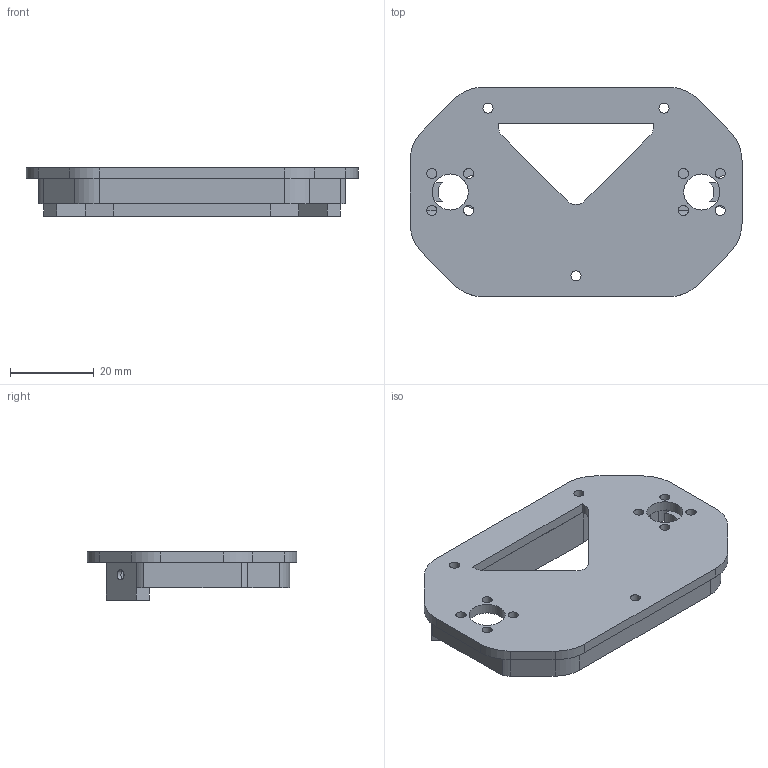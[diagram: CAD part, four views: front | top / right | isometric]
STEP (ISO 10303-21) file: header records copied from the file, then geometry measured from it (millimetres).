
FILE_DESCRIPTION(/* description */ (''),/* implementation_level */ '2;1');
FILE_NAME(/* name */ 'Body_CenterBase2.step',/* time_stamp */ '2020-04-29T17:56:40+09:00',/* author */ (''),/* organization */ (''),/* preprocessor_version */ 'ST-DEVELOPER v18.1',/* originating_system */ 'Autodesk Translation Framework v9.2.0.1227',/* authorisation */ '');
FILE_SCHEMA (('AUTOMOTIVE_DESIGN { 1 0 10303 214 3 1 1 }'));
Length unit declared in the file: millimetre
Products named in the file (1): Body_CenterBase2
Bounding box: 79.2 x 50 x 11.5 mm (x, y, z)
Volume: 12601.6 mm3; surface area: 12175.9 mm2
Topology: 3 solids, 3 shells, 137 faces, 386 edges, 251 vertices
Faces by surface type: plane 79, cylinder 47, cone 11
Full cylindrical faces by diameter (mm): 2.4 x15, 6.4 x2, 8.6 x2
Entity records: 4556 total; most frequent: CARTESIAN_POINT 815, DIRECTION 775, ORIENTED_EDGE 772, EDGE_CURVE 386, AXIS2_PLACEMENT_3D 259, LINE 257, VECTOR 257, VERTEX_POINT 251
